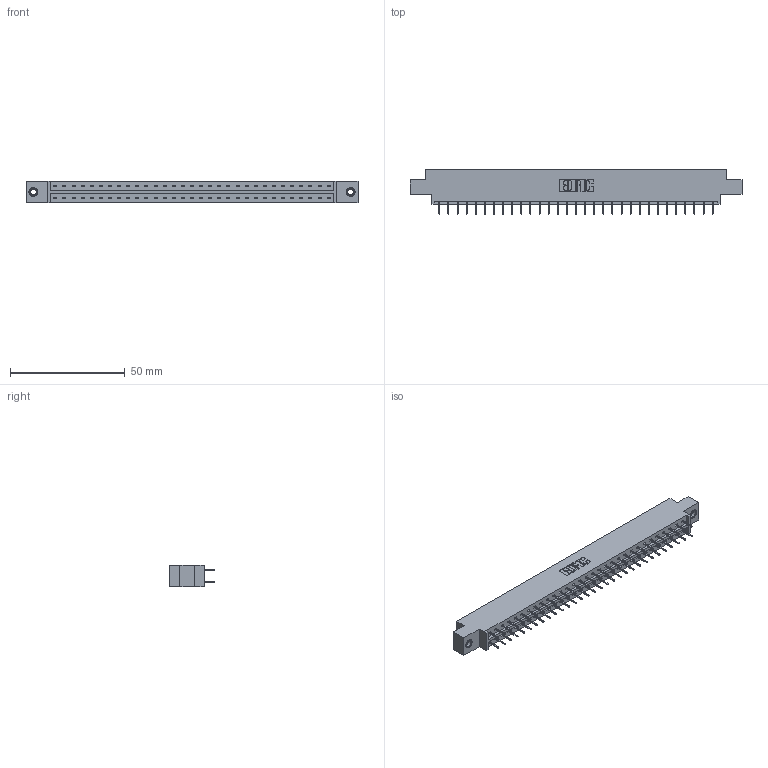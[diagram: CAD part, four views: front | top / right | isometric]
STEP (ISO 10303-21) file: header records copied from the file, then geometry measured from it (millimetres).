
FILE_DESCRIPTION (( 'STEP AP203' ), '1' );
FILE_NAME ('333-062-524-807.STEP', '2018-08-04T08:25:28', ( '' ), ( '' ), 'SwSTEP 2.0', 'SolidWorks 2016', '' );
FILE_SCHEMA (( 'CONFIG_CONTROL_DESIGN' ));
Length unit declared in the file: inch
Products named in the file (4): 345-292-001_345-293-124; 345-250-001_345-250-005-103; 333-062-524-807; 333 Part_Offset - .156 Dia - TI
Assembly tree (65 placements, depth 2):
  333-062-524-807
    333 Part_Offset - .156 Dia - TI
    345-292-001_345-293-124  x62
    345-250-001_345-250-005-103  x2
Bounding box: 144.37 x 19.69 x 9.4 mm (x, y, z)
Volume: 14301.7 mm3; surface area: 16763.3 mm2
Topology: 65 solids, 65 shells, 3650 faces, 10317 edges, 6622 vertices
Faces by surface type: plane 2710, cylinder 924, cone 12, torus 4
Entity records: 22758 total; most frequent: CARTESIAN_POINT 3769, ORIENTED_EDGE 3698, DIRECTION 3271, EDGE_CURVE 1849, VECTOR 1705, LINE 1705, VERTEX_POINT 1224, AXIS2_PLACEMENT_3D 783
